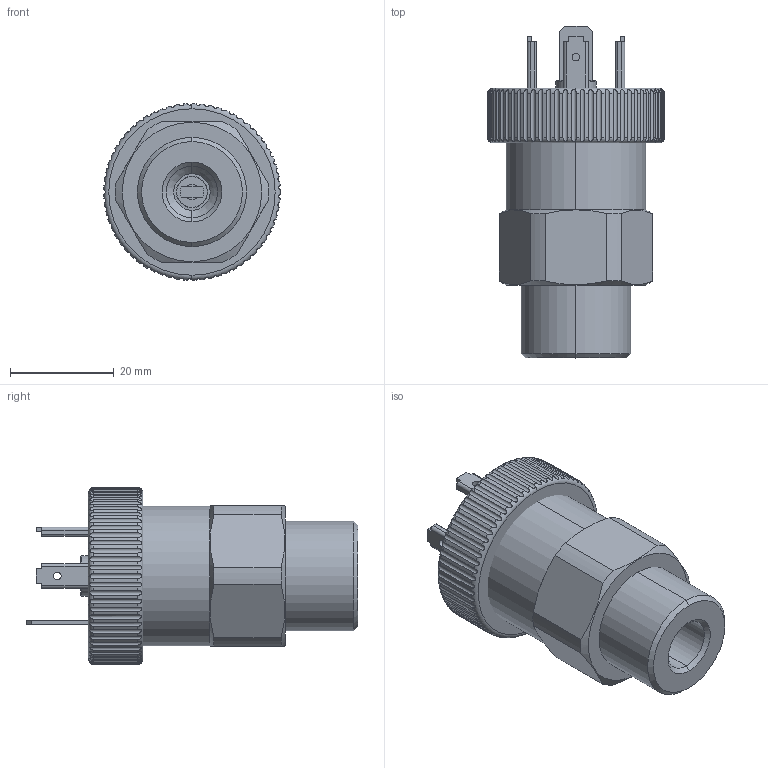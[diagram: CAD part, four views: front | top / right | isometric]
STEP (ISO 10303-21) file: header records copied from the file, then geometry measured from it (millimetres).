
FILE_DESCRIPTION (( 'STEP AP203' ), '1' );
FILE_NAME ('847X.XX.XX.24.05.STEP', '2017-06-26T12:13:03', ( 'upgadmin' ), ( 'Hewlett-Packard Company' ), 'SwSTEP 2.0', 'SolidWorks 2016', '' );
FILE_SCHEMA (( 'CONFIG_CONTROL_DESIGN' ));
Length unit declared in the file: millimetre
Products named in the file (9): ﾜ-Mutter_E01220; 847X.XX.XX.24.05; C26012_defeatured; B65016; Stiftplatte_DIN-Stecker; ﾜ-Mutter
Assembly tree (4 placements, depth 2):
  847X.XX.XX.24.05
    C26012_defeatured
    B65016
    Stiftplatte_DIN-Stecker
    ﾜ-Mutter_E01220
  C26012_defeatured
  B65016
  Stiftplatte_DIN-Stecker
  ﾜ-Mutter
Bounding box: 33.99 x 63.85 x 34 mm (x, y, z)
Volume: 30795.4 mm3; surface area: 11251.2 mm2
Topology: 4 solids, 4 shells, 459 faces, 1265 edges, 831 vertices
Faces by surface type: cylinder 242, plane 160, bspline 25, cone 18, torus 14
Entity records: 18708 total; most frequent: CARTESIAN_POINT 6372, ORIENTED_EDGE 2526, DIRECTION 2283, EDGE_CURVE 1263, VERTEX_POINT 831, AXIS2_PLACEMENT_3D 830, LINE 623, VECTOR 623
